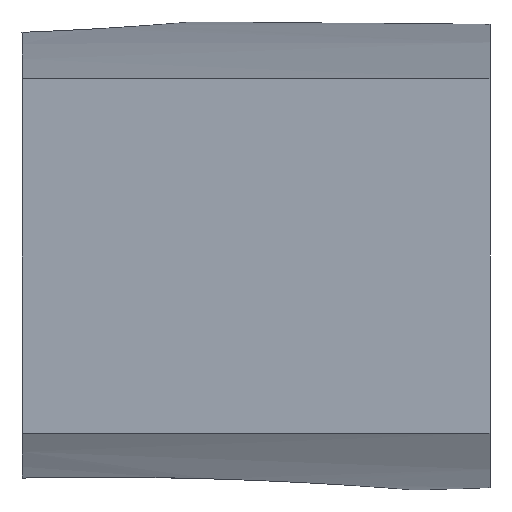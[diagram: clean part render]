
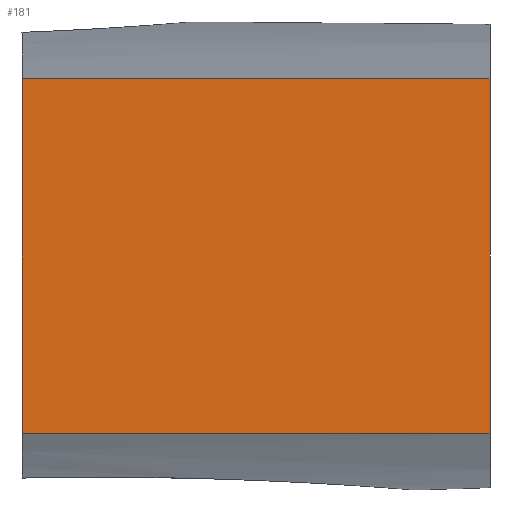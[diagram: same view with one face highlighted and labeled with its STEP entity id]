
A CAD part, left-side view. The second image highlights one B-rep face of the part: STEP entity #181.
In plain terms, the highlighted planar face has unit normal (-1, 0, 0).
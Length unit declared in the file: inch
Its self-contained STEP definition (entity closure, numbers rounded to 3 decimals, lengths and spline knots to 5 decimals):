
#32=FACE_OUTER_BOUND('',#44,.T.);
#44=EDGE_LOOP('',(#136,#137,#138,#139));
#57=LINE('',#284,#65);
#58=LINE('',#292,#66);
#59=LINE('',#294,#67);
#60=LINE('',#295,#68);
#65=VECTOR('',#230,0.75735);
#66=VECTOR('',#239,1.);
#67=VECTOR('',#240,0.75735);
#68=VECTOR('',#241,1.);
#89=VERTEX_POINT('',#280);
#91=VERTEX_POINT('',#283);
#94=VERTEX_POINT('',#291);
#95=VERTEX_POINT('',#293);
#108=EDGE_CURVE('',#91,#89,#57,.T.);
#112=EDGE_CURVE('',#89,#94,#58,.T.);
#113=EDGE_CURVE('',#95,#94,#59,.T.);
#114=EDGE_CURVE('',#95,#91,#60,.T.);
#136=ORIENTED_EDGE('',*,*,#108,.T.);
#137=ORIENTED_EDGE('',*,*,#112,.T.);
#138=ORIENTED_EDGE('',*,*,#113,.F.);
#139=ORIENTED_EDGE('',*,*,#114,.T.);
#176=PLANE('',#201);
#181=ADVANCED_FACE('',(#32),#176,.T.);
#201=AXIS2_PLACEMENT_3D('',#290,#237,#238);
#230=DIRECTION('',(0.,0.,-1.));
#237=DIRECTION('center_axis',(-1.,0.,0.));
#238=DIRECTION('ref_axis',(0.,0.,1.));
#239=DIRECTION('',(0.,-1.,0.));
#240=DIRECTION('',(0.,0.,-1.));
#241=DIRECTION('',(0.,1.,0.));
#280=CARTESIAN_POINT('',(-2.5,1.,-0.87868));
#283=CARTESIAN_POINT('',(-2.5,1.,-0.12132));
#284=CARTESIAN_POINT('',(-2.5,1.,-0.82121));
#290=CARTESIAN_POINT('Origin',(-2.5,0.,-1.));
#291=CARTESIAN_POINT('',(-2.5,0.,-0.87868));
#292=CARTESIAN_POINT('',(-2.5,0.,-0.87868));
#293=CARTESIAN_POINT('',(-2.5,0.,-0.12132));
#294=CARTESIAN_POINT('',(-2.5,0.,0.));
#295=CARTESIAN_POINT('',(-2.5,0.,-0.12132));
